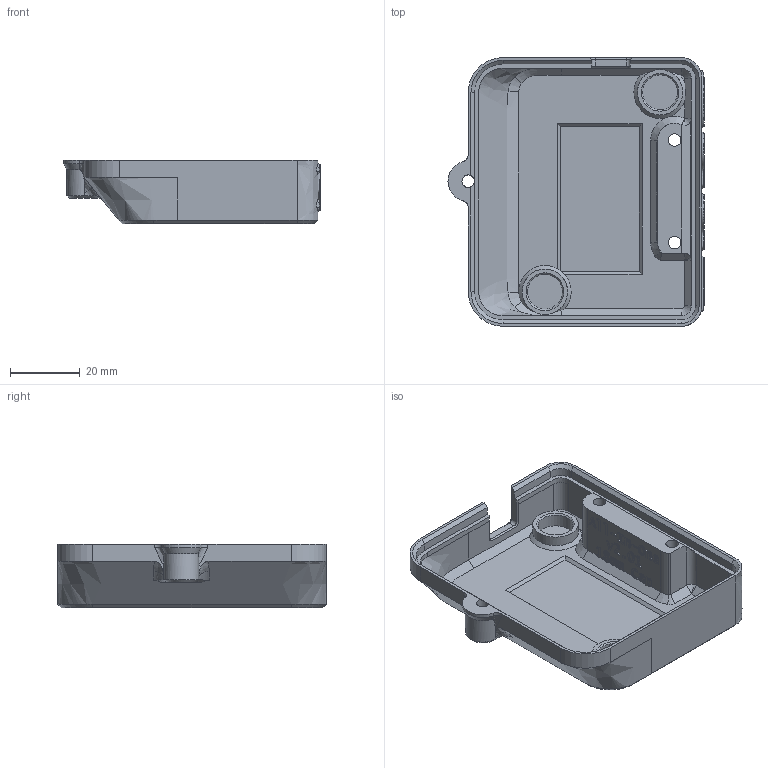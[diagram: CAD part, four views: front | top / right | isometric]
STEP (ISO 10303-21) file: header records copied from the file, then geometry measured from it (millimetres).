
FILE_DESCRIPTION(/* description */ ('','CAx-IF Rec.Pracs.---Representation and Presentation of Product Manufacturing Information (PMI)---4.0---2014-10-13'),/* implementation_level */ '2;1');
FILE_NAME(/* name */ 'OSSM v2 AIO PCB Backpack - Cap (No RJ45).step',/* time_stamp */ '2024-12-21T14:38:38-05:00',/* author */ (''),/* organization */ (''),/* preprocessor_version */ 'ST-DEVELOPER v20',/* originating_system */ 'Autodesk Translation Framework v13.20.0.188',/* authorisation */ '');
FILE_SCHEMA (('AP242_MANAGED_MODEL_BASED_3D_ENGINEERING_MIM_LF { 1 0 10303 442 1 1 4 }'));
Length unit declared in the file: millimetre
Products named in the file (1): OSSM v2 AIO PCB Backpack - Cap (Default)
Bounding box: 73.4 x 77 x 18.32 mm (x, y, z)
Volume: 25174.3 mm3; surface area: 19359.5 mm2
Topology: 1 solids, 1 shells, 454 faces, 1156 edges, 734 vertices
Faces by surface type: plane 240, bspline 143, cylinder 41, cone 30
Full cylindrical faces by diameter (mm): 3.6 x3, 5.7 x3, 10 x2, 13 x2
Entity records: 19268 total; most frequent: CARTESIAN_POINT 9321, ORIENTED_EDGE 2308, DIRECTION 1547, EDGE_CURVE 1154, VERTEX_POINT 734, LINE 695, VECTOR 695, EDGE_LOOP 493
